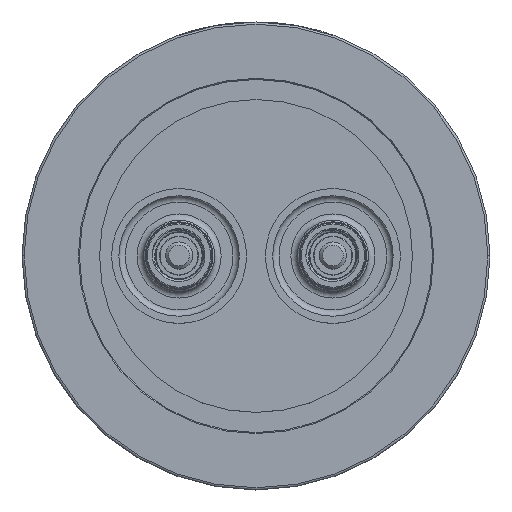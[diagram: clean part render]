
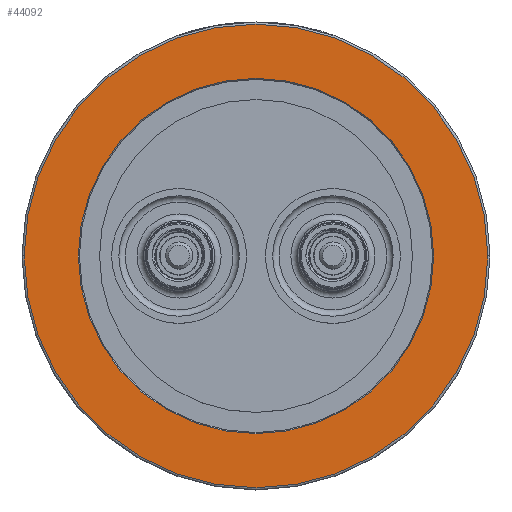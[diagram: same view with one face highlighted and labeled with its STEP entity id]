
A CAD part, top view. The second image highlights one B-rep face of the part: STEP entity #44092.
In plain terms, the highlighted planar face has unit normal (0, 0, 1).
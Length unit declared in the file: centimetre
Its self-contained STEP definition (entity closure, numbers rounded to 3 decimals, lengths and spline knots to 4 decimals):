
#7652=PLANE('',#46520);
#8428=CIRCLE('',#46501,2.0828);
#8436=CIRCLE('',#46511,2.7178);
#8442=CIRCLE('',#46521,2.0828);
#8443=CIRCLE('',#46522,2.7178);
#11262=VERTEX_POINT('',#94499);
#11264=VERTEX_POINT('',#94503);
#11270=VERTEX_POINT('',#94517);
#11272=VERTEX_POINT('',#94521);
#19077=EDGE_CURVE('',#11262,#11264,#8428,.F.);
#19085=EDGE_CURVE('',#11270,#11272,#8436,.T.);
#19095=EDGE_CURVE('',#11264,#11262,#8442,.T.);
#19096=EDGE_CURVE('',#11272,#11270,#8443,.T.);
#30180=ORIENTED_EDGE('',*,*,#19095,.T.);
#30181=ORIENTED_EDGE('',*,*,#19077,.T.);
#30182=ORIENTED_EDGE('',*,*,#19096,.T.);
#30183=ORIENTED_EDGE('',*,*,#19085,.T.);
#38511=EDGE_LOOP('',(#30180,#30181));
#38512=EDGE_LOOP('',(#30182,#30183));
#41349=FACE_BOUND('',#38511,.T.);
#41350=FACE_BOUND('',#38512,.T.);
#44092=ADVANCED_FACE('',(#41349,#41350),#7652,.T.);
#46501=AXIS2_PLACEMENT_3D('',#94504,#50534,#50535);
#46511=AXIS2_PLACEMENT_3D('',#94522,#50552,#50553);
#46520=AXIS2_PLACEMENT_3D('',#94541,#50573,$);
#46521=AXIS2_PLACEMENT_3D('',#94542,#50574,#50575);
#46522=AXIS2_PLACEMENT_3D('',#94543,#50576,#50577);
#50534=DIRECTION('',(0.,0.,1.));
#50535=DIRECTION('',(2.083,0.,0.));
#50552=DIRECTION('',(0.,0.,1.));
#50553=DIRECTION('',(2.718,0.,0.));
#50573=DIRECTION('',(0.,0.,1.));
#50574=DIRECTION('',(0.,0.,-1.));
#50575=DIRECTION('',(2.083,0.,0.));
#50576=DIRECTION('',(0.,0.,1.));
#50577=DIRECTION('',(2.718,0.,0.));
#94499=CARTESIAN_POINT('',(-2.0828,0.,0.));
#94503=CARTESIAN_POINT('',(2.0828,0.,0.));
#94504=CARTESIAN_POINT('',(0.,0.,0.));
#94517=CARTESIAN_POINT('',(-2.7178,0.,0.));
#94521=CARTESIAN_POINT('',(2.7178,0.,0.));
#94522=CARTESIAN_POINT('',(0.,0.,0.));
#94541=CARTESIAN_POINT('',(2.0701,0.,0.));
#94542=CARTESIAN_POINT('',(0.,0.,0.));
#94543=CARTESIAN_POINT('',(0.,0.,0.));
